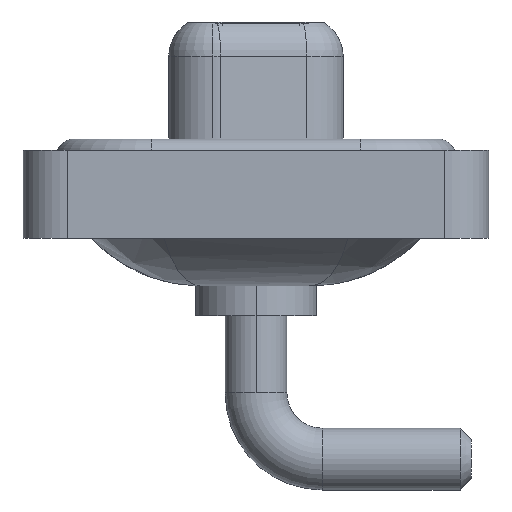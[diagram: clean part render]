
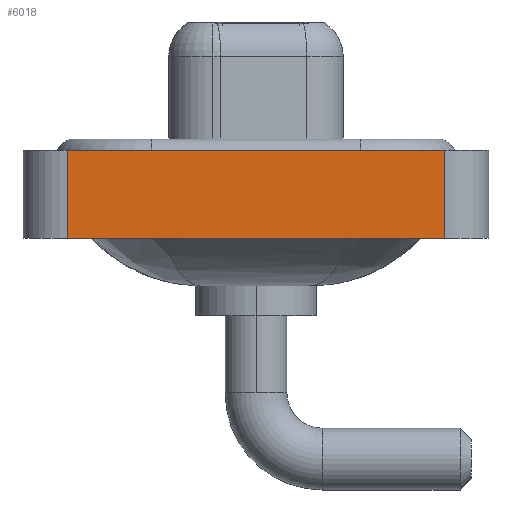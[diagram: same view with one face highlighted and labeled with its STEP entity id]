
A CAD part, left-side view. The second image highlights one B-rep face of the part: STEP entity #6018.
In plain terms, the highlighted planar face has unit normal (-1, 0, 0).
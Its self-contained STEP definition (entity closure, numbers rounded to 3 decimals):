
#207 = EDGE_CURVE ( 'NONE', #2712, #4069, #2306, .T. ) ;
#573 = DIRECTION ( 'NONE',  ( 0., 0., 1. ) ) ;
#853 = ORIENTED_EDGE ( 'NONE', *, *, #2999, .T. ) ;
#891 = DIRECTION ( 'NONE',  ( 0., -1., 0. ) ) ;
#1042 = CARTESIAN_POINT ( 'NONE',  ( -7.25, -8.55, 0.4 ) ) ;
#1777 = EDGE_CURVE ( 'NONE', #5810, #4069, #1839, .T. ) ;
#1839 = LINE ( 'NONE', #6852, #8519 ) ;
#2306 = LINE ( 'NONE', #1042, #9475 ) ;
#2712 = VERTEX_POINT ( 'NONE', #3128 ) ;
#2999 = EDGE_CURVE ( 'NONE', #12578, #5810, #11218, .T. ) ;
#3128 = CARTESIAN_POINT ( 'NONE',  ( -7.25, 8.55, 0.4 ) ) ;
#3850 = CARTESIAN_POINT ( 'NONE',  ( -7.25, 8.55, -3.6 ) ) ;
#4069 = VERTEX_POINT ( 'NONE', #4829 ) ;
#4829 = CARTESIAN_POINT ( 'NONE',  ( -7.25, -8.55, 0.4 ) ) ;
#5665 = DIRECTION ( 'NONE',  ( -1., 0., 0. ) ) ;
#5810 = VERTEX_POINT ( 'NONE', #7203 ) ;
#6018 = ADVANCED_FACE ( 'NONE', ( #9059 ), #6860, .T. ) ;
#6852 = CARTESIAN_POINT ( 'NONE',  ( -7.25, -8.55, -3.6 ) ) ;
#6860 = PLANE ( 'NONE',  #12067 ) ;
#6867 = EDGE_CURVE ( 'NONE', #12578, #2712, #11083, .T. ) ;
#6948 = CARTESIAN_POINT ( 'NONE',  ( -7.25, -8.55, -3.6 ) ) ;
#7203 = CARTESIAN_POINT ( 'NONE',  ( -7.25, -8.55, -3.6 ) ) ;
#7563 = VECTOR ( 'NONE', #15391, 1000. ) ;
#7944 = ORIENTED_EDGE ( 'NONE', *, *, #1777, .T. ) ;
#8105 = CARTESIAN_POINT ( 'NONE',  ( -7.25, 8.55, -3.6 ) ) ;
#8470 = ORIENTED_EDGE ( 'NONE', *, *, #207, .F. ) ;
#8519 = VECTOR ( 'NONE', #573, 1000. ) ;
#8675 = DIRECTION ( 'NONE',  ( 0., 0., 1. ) ) ;
#8824 = CARTESIAN_POINT ( 'NONE',  ( -7.25, -8.55, -3.6 ) ) ;
#9059 = FACE_OUTER_BOUND ( 'NONE', #11762, .T. ) ;
#9092 = ORIENTED_EDGE ( 'NONE', *, *, #6867, .F. ) ;
#9475 = VECTOR ( 'NONE', #891, 1000. ) ;
#11083 = LINE ( 'NONE', #3850, #11431 ) ;
#11218 = LINE ( 'NONE', #8824, #7563 ) ;
#11431 = VECTOR ( 'NONE', #8675, 1000. ) ;
#11762 = EDGE_LOOP ( 'NONE', ( #7944, #8470, #9092, #853 ) ) ;
#12067 = AXIS2_PLACEMENT_3D ( 'NONE', #6948, #5665, #14029 ) ;
#12578 = VERTEX_POINT ( 'NONE', #8105 ) ;
#14029 = DIRECTION ( 'NONE',  ( 0., 0., 1. ) ) ;
#15391 = DIRECTION ( 'NONE',  ( 0., -1., 0. ) ) ;
